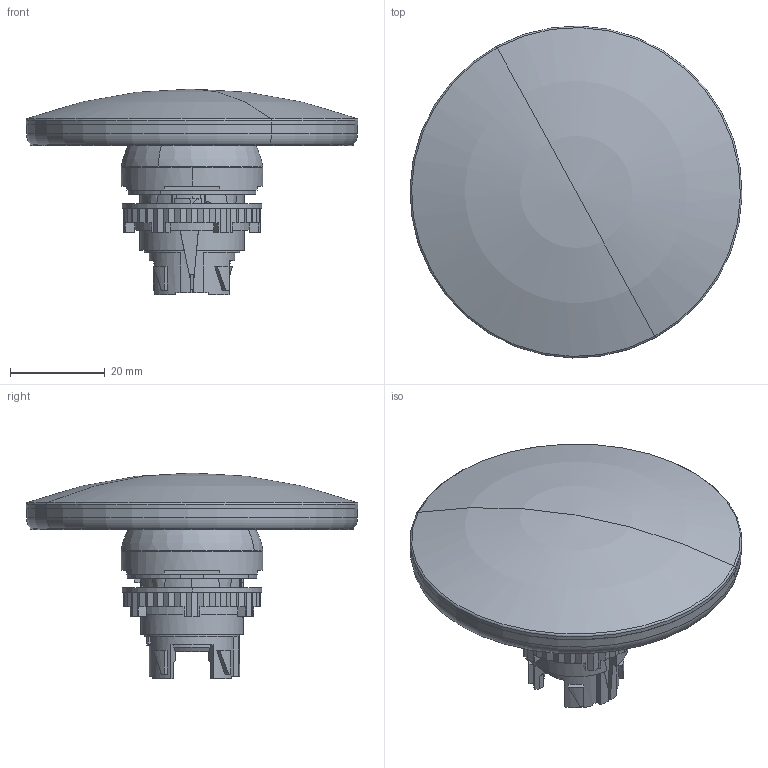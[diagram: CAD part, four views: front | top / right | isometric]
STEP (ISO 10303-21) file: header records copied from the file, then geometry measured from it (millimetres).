
FILE_DESCRIPTION(('CATIA V5 STEP Exchange'),'2;1');
FILE_NAME('L21AE.stp','2009-05-14T09:26:24+00:00',('none'),('none'),'CATIA Version 5 Release 17 (IN-10)','CATIA V5 STEP AP214','none');
FILE_SCHEMA(('AUTOMOTIVE_DESIGN { 1 0 10303 214 1 1 1 1 }'));
Length unit declared in the file: millimetre
Products named in the file (8): L21AA; 074224001; 056017000; 032160000; 034366010; 056018000; 075080000; 051901000
Assembly tree (7 placements, depth 2):
  L21AA
    074224001
    056017000
    032160000
    034366010
    056018000
    075080000
    051901000
Bounding box: 69.98 x 69.98 x 43.4 mm (x, y, z)
Volume: 21139.4 mm3; surface area: 27633.6 mm2
Topology: 7 solids, 7 shells, 913 faces, 2586 edges, 1683 vertices
Faces by surface type: plane 483, cylinder 190, cone 86, torus 83, bspline 33, sphere 26, extrusion 12
Entity records: 30181 total; most frequent: CARTESIAN_POINT 8770, ORIENTED_EDGE 5156, DIRECTION 3164, EDGE_CURVE 2578, VERTEX_POINT 1683, AXIS2_PLACEMENT_3D 1351, VECTOR 1237, LINE 1225
